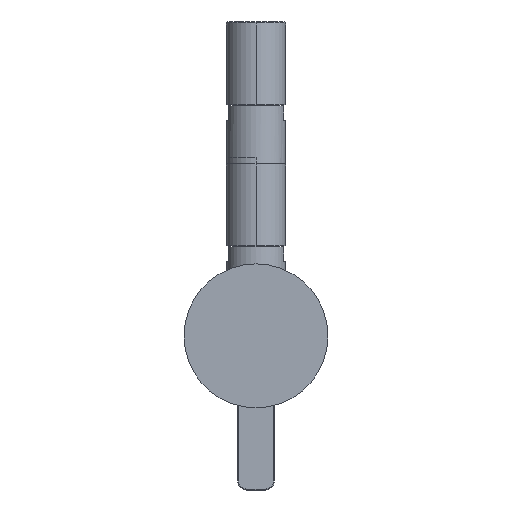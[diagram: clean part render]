
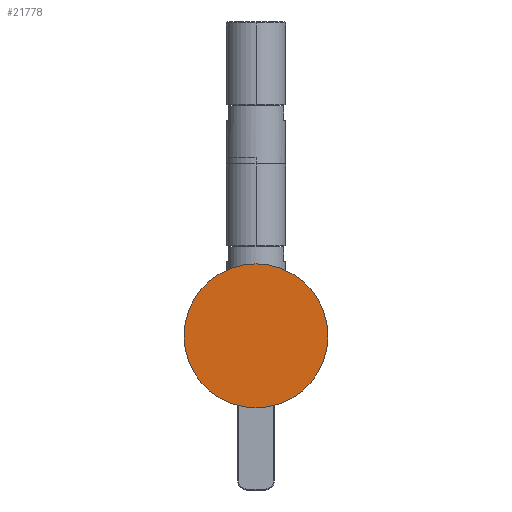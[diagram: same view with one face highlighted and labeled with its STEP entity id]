
A CAD part, front view. The second image highlights one B-rep face of the part: STEP entity #21778.
In plain terms, the highlighted planar face has unit normal (0, -1, 0).
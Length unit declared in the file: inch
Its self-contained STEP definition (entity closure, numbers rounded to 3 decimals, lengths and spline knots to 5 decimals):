
#6790=CARTESIAN_POINT('',(0.,0.,0.));
#6791=DIRECTION('',(0.,1.,0.));
#6792=DIRECTION('',(-1.,0.,0.));
#6793=AXIS2_PLACEMENT_3D('',#6790,#6791,#6792);
#6795=CARTESIAN_POINT('',(0.,0.,0.));
#6796=DIRECTION('',(0.,1.,0.));
#6797=DIRECTION('',(1.,0.,0.));
#6798=AXIS2_PLACEMENT_3D('',#6795,#6796,#6797);
#11266=CARTESIAN_POINT('',(-1.46,0.,0.));
#11267=CARTESIAN_POINT('',(1.46,0.,0.));
#11268=VERTEX_POINT('',#11266);
#11269=VERTEX_POINT('',#11267);
#21769=CARTESIAN_POINT('',(0.,0.,0.));
#21770=DIRECTION('',(0.,-1.,0.));
#21771=DIRECTION('',(0.,0.,-1.));
#21772=AXIS2_PLACEMENT_3D('',#21769,#21770,#21771);
#21773=PLANE('',#21772);
#21774=ORIENTED_EDGE('',*,*,#21736,.T.);
#21775=ORIENTED_EDGE('',*,*,#21751,.T.);
#21776=EDGE_LOOP('',(#21774,#21775));
#21777=FACE_OUTER_BOUND('',#21776,.F.);
#21778=ADVANCED_FACE('',(#21777),#21773,.T.);
#6794=CIRCLE('',#6793,1.46);
#6799=CIRCLE('',#6798,1.46);
#21736=EDGE_CURVE('',#11268,#11269,#6794,.T.);
#21751=EDGE_CURVE('',#11269,#11268,#6799,.T.);
